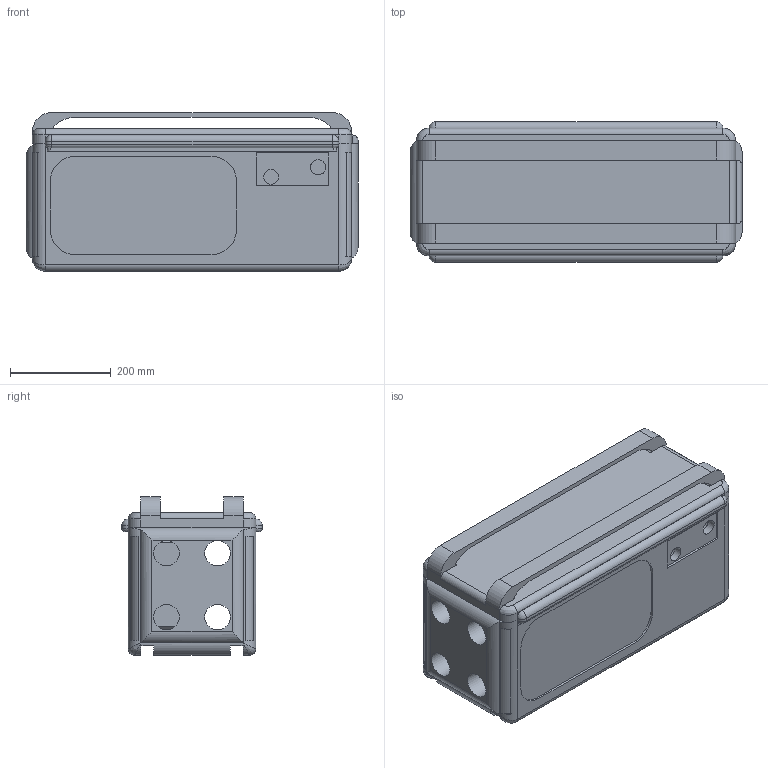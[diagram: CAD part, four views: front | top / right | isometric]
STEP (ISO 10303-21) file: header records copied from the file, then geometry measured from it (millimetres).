
FILE_DESCRIPTION(/* description */ (''),/* implementation_level */ '2;1');
FILE_NAME(/* name */ 'Battery Enclosure Assmebled v2.step',/* time_stamp */ '2023-05-20T09:42:57-04:00',/* author */ (''),/* organization */ (''),/* preprocessor_version */ 'ST-DEVELOPER v19.2',/* originating_system */ 'Autodesk Translation Framework v12.4.0.73',/* authorisation */ '');
FILE_SCHEMA (('AUTOMOTIVE_DESIGN { 1 0 10303 214 3 1 1 }'));
Length unit declared in the file: inch
Products named in the file (1): Battery Enclosure Assmebled
Bounding box: 660.4 x 279.4 x 315.75 mm (x, y, z)
Volume: 22013194.2 mm3; surface area: 2740274.8 mm2
Topology: 6 solids, 6 shells, 223 faces, 603 edges, 380 vertices
Faces by surface type: plane 104, cylinder 95, bspline 20, sphere 4
Full cylindrical faces by diameter (mm): 29.345 x2, 30.716 x1, 50.8 x8
Entity records: 7957 total; most frequent: CARTESIAN_POINT 2165, ORIENTED_EDGE 1198, DIRECTION 1193, EDGE_CURVE 599, AXIS2_PLACEMENT_3D 412, VERTEX_POINT 380, LINE 369, VECTOR 369
